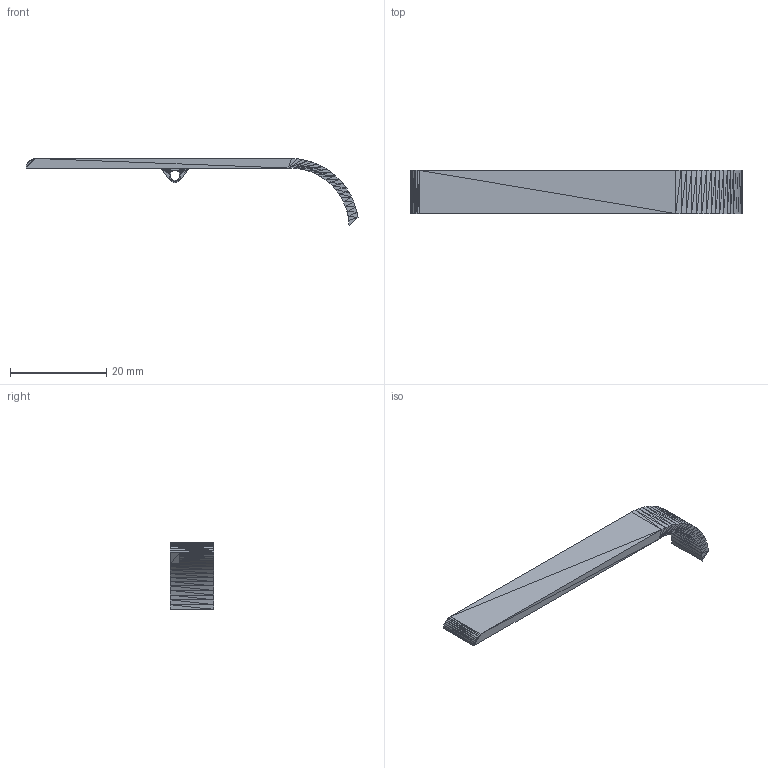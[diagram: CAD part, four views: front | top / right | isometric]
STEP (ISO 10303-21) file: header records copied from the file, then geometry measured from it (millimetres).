
FILE_DESCRIPTION((''),'2;1');
FILE_NAME('Left Wheel Cover', '2025-08-01T02:15:54', (''), (''), 'ImageToStl.com STEP Converter','', '');
FILE_SCHEMA(('AUTOMOTIVE_DESIGN_CC2'));
Length unit declared in the file: metre
Products named in the file (1): product0
Bounding box: 69.16 x 9 x 13.98 mm (x, y, z)
Surface area: 1709.2 mm2 (no closed solid volume)
Topology: 0 solids, 332 shells, 332 faces, 996 edges, 166 vertices
Faces by surface type: plane 332
Entity records: 8003 total; most frequent: DIRECTION 1662, ORIENTED_EDGE 996, EDGE_CURVE 996, LINE 996, VECTOR 996, AXIS2_PLACEMENT_3D 333, STYLED_ITEM 333, FACE_SURFACE 332
